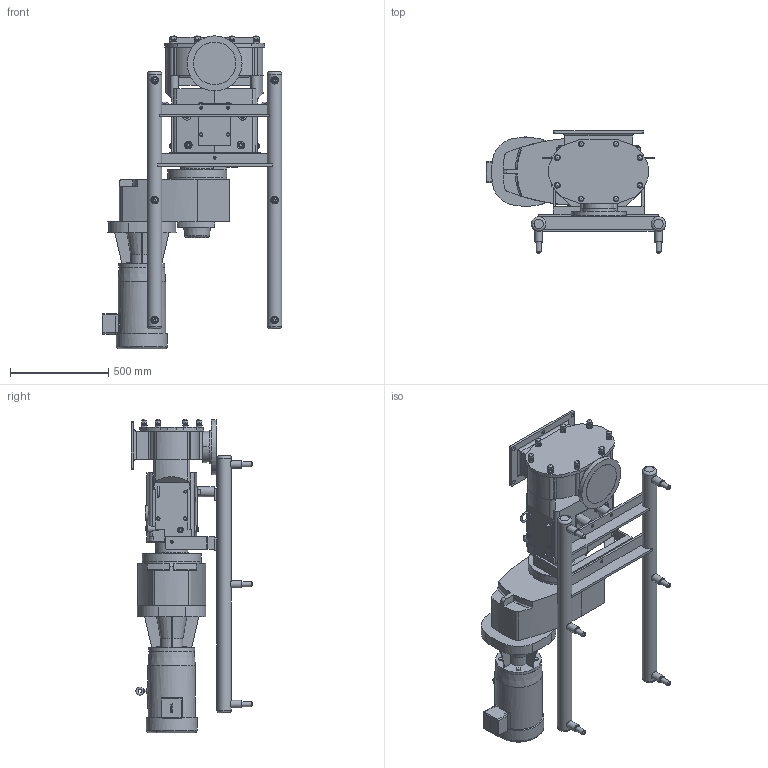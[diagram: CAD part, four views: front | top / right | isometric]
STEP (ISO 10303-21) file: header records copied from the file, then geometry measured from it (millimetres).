
FILE_DESCRIPTION(/* description */ (''),/* implementation_level */ '2;1');
FILE_NAME(/* name */ 'U3_324U3_213TC_(4.37 x 12.82)x6.0_S-Line_7.5HP_SIDE_SM.stp',/* time_stamp */ '2021-05-24T18:45:23+05:00',/* author */ ('trtmhr'),/* organization */ (''),/* preprocessor_version */ 'ST-DEVELOPER v18.1',/* originating_system */ 'Autodesk Inventor 2020',/* authorisation */ '');
FILE_SCHEMA (('AUTOMOTIVE_DESIGN { 1 0 10303 214 3 1 1 }'));
Length unit declared in the file: inch
Products named in the file (1): U3_324U3_213TC_(4.37 x 12.82)x6.0_S-Line_7.5HP_SIDE_SM
Bounding box: 912.47 x 617.79 x 1592.55 mm (x, y, z)
Volume: 152416918.9 mm3; surface area: 4252514.9 mm2
Topology: 6 solids, 6 shells, 1014 faces, 2731 edges, 1800 vertices
Faces by surface type: plane 543, cylinder 252, bspline 84, torus 64, cone 63, sphere 8
Full cylindrical faces by diameter (mm): 2.54 x2, 6.39 x1, 7.62 x1, 7.798 x1, 10.719 x5, 12.141 x1, 12.7 x2, 14.224 x2, 14.3 x3, 15.24 x1, 17.526 x6, 23.012 x8, 23.876 x3, 25.4 x11, 29.083 x8, 29.21 x2, 31.75 x3, 38.1 x10, 42.672 x2, 50.8 x2, 166.878 x1, 215.9 x1, 232.994 x1, 241.579 x1, 258.572 x1, 279.4 x1, 299.974 x1, 299.999 x1
Entity records: 34541 total; most frequent: CARTESIAN_POINT 9104, ORIENTED_EDGE 5420, DIRECTION 5145, EDGE_CURVE 2710, AXIS2_PLACEMENT_3D 1876, VERTEX_POINT 1800, LINE 1393, VECTOR 1393
